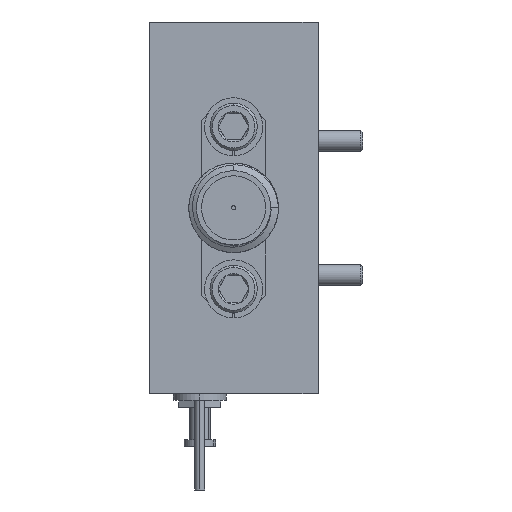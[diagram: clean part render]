
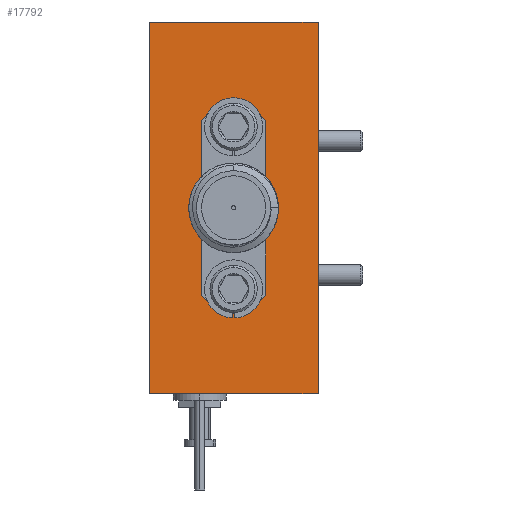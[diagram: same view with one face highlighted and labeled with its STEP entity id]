
A CAD part, left-side view. The second image highlights one B-rep face of the part: STEP entity #17792.
In plain terms, the highlighted planar face has unit normal (-1, 0, 0).
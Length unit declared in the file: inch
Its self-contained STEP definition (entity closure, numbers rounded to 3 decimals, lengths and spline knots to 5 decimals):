
#143 = DIRECTION ( 'NONE',  ( 0., -1., 0. ) ) ;
#503 = DIRECTION ( 'NONE',  ( -1., 0., 0. ) ) ;
#928 = DIRECTION ( 'NONE',  ( 0., 0., -1. ) ) ;
#942 = EDGE_LOOP ( 'NONE', ( #5629, #18341 ) ) ;
#1262 = VECTOR ( 'NONE', #13673, 39.37008 ) ;
#1693 = CARTESIAN_POINT ( 'NONE',  ( -0.9, 0.5, -0.55 ) ) ;
#1709 = EDGE_CURVE ( 'NONE', #11457, #13613, #4846, .T. ) ;
#1740 = CIRCLE ( 'NONE', #17118, 0.035 ) ;
#2243 = VECTOR ( 'NONE', #16711, 39.37008 ) ;
#2349 = CARTESIAN_POINT ( 'NONE',  ( -0.9, 0.5, 0.55 ) ) ;
#2493 = FACE_BOUND ( 'NONE', #7699, .T. ) ;
#2551 = CARTESIAN_POINT ( 'NONE',  ( -0.9, 0.25, 0. ) ) ;
#2849 = AXIS2_PLACEMENT_3D ( 'NONE', #9046, #3139, #4425 ) ;
#3139 = DIRECTION ( 'NONE',  ( -1., 0., 0. ) ) ;
#3148 = LINE ( 'NONE', #7676, #1262 ) ;
#3278 = AXIS2_PLACEMENT_3D ( 'NONE', #18368, #6191, #18079 ) ;
#3308 = EDGE_LOOP ( 'NONE', ( #7448, #4648 ) ) ;
#4348 = EDGE_CURVE ( 'NONE', #6216, #17561, #7051, .T. ) ;
#4425 = DIRECTION ( 'NONE',  ( 0., 0., 1. ) ) ;
#4443 = VERTEX_POINT ( 'NONE', #5573 ) ;
#4648 = ORIENTED_EDGE ( 'NONE', *, *, #5285, .F. ) ;
#4846 = CIRCLE ( 'NONE', #3278, 0.035 ) ;
#5220 = EDGE_CURVE ( 'NONE', #10570, #10339, #6128, .T. ) ;
#5285 = EDGE_CURVE ( 'NONE', #13613, #11457, #1740, .T. ) ;
#5573 = CARTESIAN_POINT ( 'NONE',  ( -0.9, 0.25, -0.275 ) ) ;
#5629 = ORIENTED_EDGE ( 'NONE', *, *, #11439, .F. ) ;
#5814 = FACE_BOUND ( 'NONE', #942, .T. ) ;
#5901 = CARTESIAN_POINT ( 'NONE',  ( -0.9, 0.5, 0.55 ) ) ;
#6115 = VERTEX_POINT ( 'NONE', #13085 ) ;
#6128 = CIRCLE ( 'NONE', #14296, 0.039 ) ;
#6159 = ORIENTED_EDGE ( 'NONE', *, *, #14738, .F. ) ;
#6191 = DIRECTION ( 'NONE',  ( -1., 0., 0. ) ) ;
#6216 = VERTEX_POINT ( 'NONE', #10412 ) ;
#6283 = AXIS2_PLACEMENT_3D ( 'NONE', #2551, #8537, #14541 ) ;
#6900 = CARTESIAN_POINT ( 'NONE',  ( -0.9, 0.5, 0.55 ) ) ;
#7051 = LINE ( 'NONE', #2349, #12025 ) ;
#7448 = ORIENTED_EDGE ( 'NONE', *, *, #1709, .F. ) ;
#7672 = DIRECTION ( 'NONE',  ( 0., 0., 1. ) ) ;
#7676 = CARTESIAN_POINT ( 'NONE',  ( -0.9, 0., 0.55 ) ) ;
#7699 = EDGE_LOOP ( 'NONE', ( #13681, #8289 ) ) ;
#8007 = EDGE_CURVE ( 'NONE', #6216, #6115, #18087, .T. ) ;
#8289 = ORIENTED_EDGE ( 'NONE', *, *, #5220, .F. ) ;
#8493 = CIRCLE ( 'NONE', #2849, 0.035 ) ;
#8534 = DIRECTION ( 'NONE',  ( -1., 0., 0. ) ) ;
#8537 = DIRECTION ( 'NONE',  ( -1., 0., 0. ) ) ;
#8834 = CARTESIAN_POINT ( 'NONE',  ( -0.9, 0.25, 0.039 ) ) ;
#8861 = CARTESIAN_POINT ( 'NONE',  ( -0.9, 0.25, 0.275 ) ) ;
#9046 = CARTESIAN_POINT ( 'NONE',  ( -0.9, 0.25, -0.24 ) ) ;
#9326 = CARTESIAN_POINT ( 'NONE',  ( -0.9, 0.25, 0. ) ) ;
#9738 = VERTEX_POINT ( 'NONE', #12313 ) ;
#10339 = VERTEX_POINT ( 'NONE', #8834 ) ;
#10412 = CARTESIAN_POINT ( 'NONE',  ( -0.9, 0.5, -0.55 ) ) ;
#10570 = VERTEX_POINT ( 'NONE', #12934 ) ;
#10607 = AXIS2_PLACEMENT_3D ( 'NONE', #11985, #17795, #7672 ) ;
#10630 = VERTEX_POINT ( 'NONE', #19329 ) ;
#11417 = FACE_BOUND ( 'NONE', #3308, .T. ) ;
#11439 = EDGE_CURVE ( 'NONE', #9738, #4443, #17519, .T. ) ;
#11457 = VERTEX_POINT ( 'NONE', #8861 ) ;
#11614 = CIRCLE ( 'NONE', #6283, 0.039 ) ;
#11985 = CARTESIAN_POINT ( 'NONE',  ( -0.9, 0.25, -0.24 ) ) ;
#12025 = VECTOR ( 'NONE', #17087, 39.37008 ) ;
#12313 = CARTESIAN_POINT ( 'NONE',  ( -0.9, 0.25, -0.205 ) ) ;
#12648 = EDGE_CURVE ( 'NONE', #6115, #10630, #3148, .T. ) ;
#12934 = CARTESIAN_POINT ( 'NONE',  ( -0.9, 0.25, -0.039 ) ) ;
#12958 = DIRECTION ( 'NONE',  ( 0., 0., 1. ) ) ;
#13085 = CARTESIAN_POINT ( 'NONE',  ( -0.9, 0., -0.55 ) ) ;
#13102 = VECTOR ( 'NONE', #143, 39.37008 ) ;
#13603 = CARTESIAN_POINT ( 'NONE',  ( -0.9, 0.5, 0.55 ) ) ;
#13613 = VERTEX_POINT ( 'NONE', #14860 ) ;
#13635 = EDGE_CURVE ( 'NONE', #4443, #9738, #8493, .T. ) ;
#13673 = DIRECTION ( 'NONE',  ( 0., 0., 1. ) ) ;
#13681 = ORIENTED_EDGE ( 'NONE', *, *, #13837, .F. ) ;
#13837 = EDGE_CURVE ( 'NONE', #10339, #10570, #11614, .T. ) ;
#14296 = AXIS2_PLACEMENT_3D ( 'NONE', #9326, #503, #15333 ) ;
#14541 = DIRECTION ( 'NONE',  ( 0., 0., 1. ) ) ;
#14738 = EDGE_CURVE ( 'NONE', #17561, #10630, #19284, .T. ) ;
#14774 = PLANE ( 'NONE',  #19228 ) ;
#14860 = CARTESIAN_POINT ( 'NONE',  ( -0.9, 0.25, 0.205 ) ) ;
#15333 = DIRECTION ( 'NONE',  ( 0., 0., 1. ) ) ;
#16009 = CARTESIAN_POINT ( 'NONE',  ( -0.9, 0.25, 0.24 ) ) ;
#16175 = ORIENTED_EDGE ( 'NONE', *, *, #12648, .T. ) ;
#16273 = ORIENTED_EDGE ( 'NONE', *, *, #4348, .F. ) ;
#16338 = FACE_OUTER_BOUND ( 'NONE', #17361, .T. ) ;
#16711 = DIRECTION ( 'NONE',  ( 0., -1., 0. ) ) ;
#16813 = ORIENTED_EDGE ( 'NONE', *, *, #8007, .T. ) ;
#17087 = DIRECTION ( 'NONE',  ( 0., 0., 1. ) ) ;
#17118 = AXIS2_PLACEMENT_3D ( 'NONE', #16009, #8534, #12958 ) ;
#17361 = EDGE_LOOP ( 'NONE', ( #16175, #6159, #16273, #16813 ) ) ;
#17519 = CIRCLE ( 'NONE', #10607, 0.035 ) ;
#17561 = VERTEX_POINT ( 'NONE', #13603 ) ;
#17615 = DIRECTION ( 'NONE',  ( 1., 0., 0. ) ) ;
#17792 = ADVANCED_FACE ( 'NONE', ( #5814, #11417, #2493, #16338 ), #14774, .F. ) ;
#17795 = DIRECTION ( 'NONE',  ( -1., 0., 0. ) ) ;
#18079 = DIRECTION ( 'NONE',  ( 0., 0., 1. ) ) ;
#18087 = LINE ( 'NONE', #1693, #13102 ) ;
#18341 = ORIENTED_EDGE ( 'NONE', *, *, #13635, .F. ) ;
#18368 = CARTESIAN_POINT ( 'NONE',  ( -0.9, 0.25, 0.24 ) ) ;
#19228 = AXIS2_PLACEMENT_3D ( 'NONE', #6900, #17615, #928 ) ;
#19284 = LINE ( 'NONE', #5901, #2243 ) ;
#19329 = CARTESIAN_POINT ( 'NONE',  ( -0.9, 0., 0.55 ) ) ;
